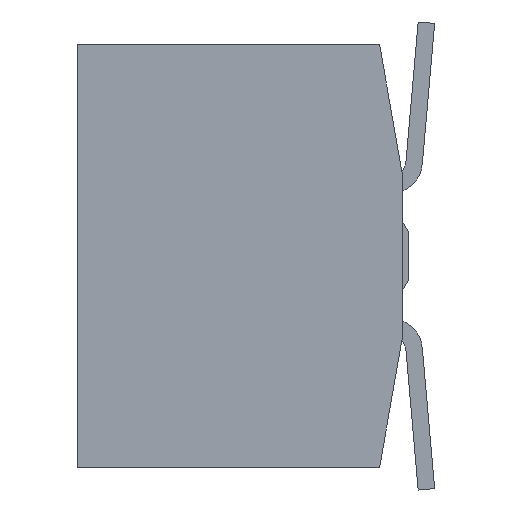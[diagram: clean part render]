
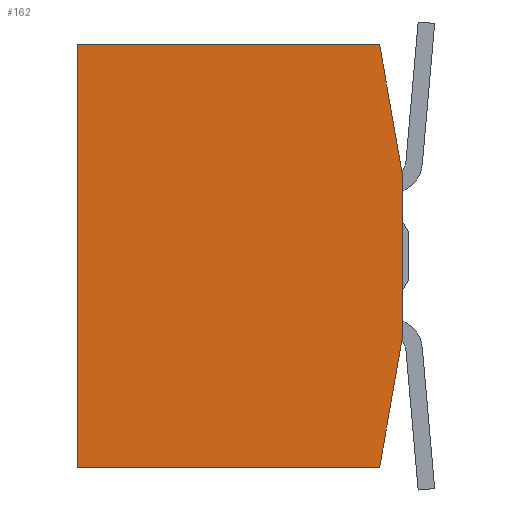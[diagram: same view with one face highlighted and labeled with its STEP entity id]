
A CAD part, left-side view. The second image highlights one B-rep face of the part: STEP entity #162.
In plain terms, the highlighted planar face has unit normal (-1, 0, 0).
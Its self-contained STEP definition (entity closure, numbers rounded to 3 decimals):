
#162 = ADVANCED_FACE ( 'NONE', ( #6223 ), #10267, .T. ) ;
#317 = CARTESIAN_POINT ( 'NONE',  ( -1.1, 0., 0. ) ) ;
#967 = ORIENTED_EDGE ( 'NONE', *, *, #13723, .F. ) ;
#979 = CARTESIAN_POINT ( 'NONE',  ( -1.1, 3.065, 1.8 ) ) ;
#1441 = DIRECTION ( 'NONE',  ( -1., 0., 0. ) ) ;
#1571 = CARTESIAN_POINT ( 'NONE',  ( -1.1, -0.867, 0.2 ) ) ;
#1581 = VERTEX_POINT ( 'NONE', #4705 ) ;
#1776 = VECTOR ( 'NONE', #2003, 1000. ) ;
#2003 = DIRECTION ( 'NONE',  ( 0., 0., 1. ) ) ;
#2039 = VECTOR ( 'NONE', #13173, 1000. ) ;
#2605 = LINE ( 'NONE', #7332, #2039 ) ;
#2814 = LINE ( 'NONE', #15799, #6662 ) ;
#2907 = VERTEX_POINT ( 'NONE', #11700 ) ;
#3070 = CARTESIAN_POINT ( 'NONE',  ( -1.1, -0.867, -1.7 ) ) ;
#3248 = ORIENTED_EDGE ( 'NONE', *, *, #15545, .F. ) ;
#4630 = CARTESIAN_POINT ( 'NONE',  ( -1.1, -0.585, -3.3 ) ) ;
#4705 = CARTESIAN_POINT ( 'NONE',  ( -1.1, 3.065, -3.3 ) ) ;
#4743 = ORIENTED_EDGE ( 'NONE', *, *, #11407, .F. ) ;
#4752 = CARTESIAN_POINT ( 'NONE',  ( -1.1, 3.065, 1.8 ) ) ;
#5655 = DIRECTION ( 'NONE',  ( 0., 0.174, -0.985 ) ) ;
#5756 = CARTESIAN_POINT ( 'NONE',  ( -1.1, -0.585, -3.3 ) ) ;
#6223 = FACE_OUTER_BOUND ( 'NONE', #11379, .T. ) ;
#6301 = ORIENTED_EDGE ( 'NONE', *, *, #12704, .F. ) ;
#6662 = VECTOR ( 'NONE', #6757, 1000. ) ;
#6698 = VECTOR ( 'NONE', #9756, 1000. ) ;
#6757 = DIRECTION ( 'NONE',  ( 0., -0.174, -0.985 ) ) ;
#6964 = LINE ( 'NONE', #5756, #6698 ) ;
#7332 = CARTESIAN_POINT ( 'NONE',  ( -1.1, -0.867, 0.2 ) ) ;
#8242 = VECTOR ( 'NONE', #12740, 1000. ) ;
#8312 = VERTEX_POINT ( 'NONE', #12659 ) ;
#8461 = CARTESIAN_POINT ( 'NONE',  ( -1.1, 3.065, 1.8 ) ) ;
#8561 = VERTEX_POINT ( 'NONE', #8461 ) ;
#9370 = AXIS2_PLACEMENT_3D ( 'NONE', #317, #1441, #10341 ) ;
#9498 = LINE ( 'NONE', #3070, #12135 ) ;
#9514 = VERTEX_POINT ( 'NONE', #1571 ) ;
#9756 = DIRECTION ( 'NONE',  ( 0., 1., 0. ) ) ;
#10267 = PLANE ( 'NONE',  #9370 ) ;
#10339 = VERTEX_POINT ( 'NONE', #4630 ) ;
#10341 = DIRECTION ( 'NONE',  ( 0., 0., -1. ) ) ;
#11083 = EDGE_CURVE ( 'NONE', #2907, #10339, #9498, .T. ) ;
#11379 = EDGE_LOOP ( 'NONE', ( #3248, #13652, #6301, #15882, #967, #4743 ) ) ;
#11407 = EDGE_CURVE ( 'NONE', #8312, #9514, #2814, .T. ) ;
#11700 = CARTESIAN_POINT ( 'NONE',  ( -1.1, -0.867, -1.7 ) ) ;
#12135 = VECTOR ( 'NONE', #5655, 1000. ) ;
#12480 = LINE ( 'NONE', #979, #1776 ) ;
#12659 = CARTESIAN_POINT ( 'NONE',  ( -1.1, -0.585, 1.8 ) ) ;
#12704 = EDGE_CURVE ( 'NONE', #10339, #1581, #6964, .T. ) ;
#12740 = DIRECTION ( 'NONE',  ( 0., -1., 0. ) ) ;
#13173 = DIRECTION ( 'NONE',  ( 0., 0., -1. ) ) ;
#13652 = ORIENTED_EDGE ( 'NONE', *, *, #14041, .F. ) ;
#13723 = EDGE_CURVE ( 'NONE', #9514, #2907, #2605, .T. ) ;
#14041 = EDGE_CURVE ( 'NONE', #1581, #8561, #12480, .T. ) ;
#15134 = LINE ( 'NONE', #4752, #8242 ) ;
#15545 = EDGE_CURVE ( 'NONE', #8561, #8312, #15134, .T. ) ;
#15799 = CARTESIAN_POINT ( 'NONE',  ( -1.1, -0.585, 1.8 ) ) ;
#15882 = ORIENTED_EDGE ( 'NONE', *, *, #11083, .F. ) ;
